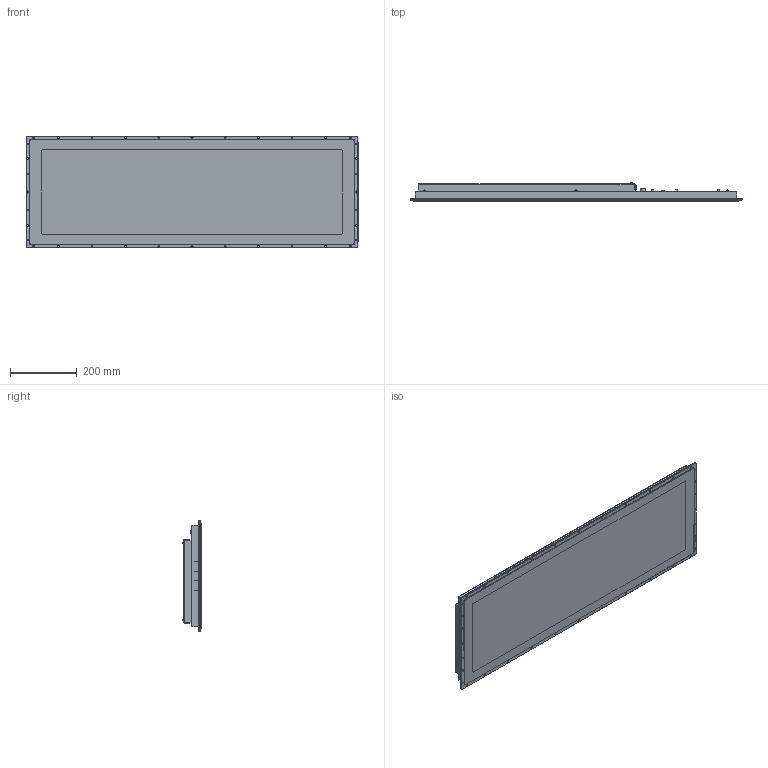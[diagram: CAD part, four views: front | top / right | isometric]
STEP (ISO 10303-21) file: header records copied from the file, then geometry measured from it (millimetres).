
FILE_DESCRIPTION(/* description */ ('38 Zoll Touch FB Rev.1.0'),/* implementation_level */ '2;1');
FILE_NAME(/* name */ '20000240 TFT38 Zoll Strech Touch Rev.1.0.stp',/* time_stamp */ '2019-08-20T09:36:54+02:00',/* author */ ('Uwe Kosiol'),/* organization */ (''),/* preprocessor_version */ 'ST-DEVELOPER v17.2',/* originating_system */ 'Autodesk Inventor 2019',/* authorisation */ '');
FILE_SCHEMA (('AUTOMOTIVE_DESIGN { 1 0 10303 214 3 1 1 }'));
Products named in the file (25): 20000240; 00003599; 00003600; 00003601; 00003399; 00003602; 00000010; 20000154; 00003400 KCK230U2 Board; VGA_Buchse; 00003404; 00003405; 00003406; 00003407; 00003408; ANSI B18.3.4M - M3 x 0.5 x 10; 00003224; 00003603; 00004402; 00003605; 00003614; ANSI B18.6.7M - M4x0,7 x 5; ANSI B18.3.4M - M3 x 0.5 x 8; ANSI B18.3.4M - M3 x 0.5 x 16; 00003435
Assembly tree (56 placements, depth 3):
  20000240
    00003599
    00003600
    00003601
    00003399
    00003602
    00004402  x6
    00003224  x5
    00000010
    20000154
      00003400 KCK230U2 Board
      VGA_Buchse
      00003404
      00003405
      00003406
      00003407
    00003408
    00003435  x8
    ANSI B18.3.4M - M3 x 0.5 x 10  x4
    00003603
    00003605
    00003614
    ANSI B18.6.7M - M4x0,7 x 5  x8
    ANSI B18.3.4M - M3 x 0.5 x 8  x6
    ANSI B18.3.4M - M3 x 0.5 x 16  x2
Bounding box: 995.04 x 54.65 x 335.5 mm (x, y, z)
Volume: 6543317.8 mm3; surface area: 2717249.1 mm2
Topology: 68 solids, 68 shells, 4005 faces, 10761 edges, 7109 vertices
Faces by surface type: plane 2570, cylinder 980, cone 185, torus 148, bspline 113, sphere 9
Full cylindrical faces by diameter (mm): 0.5 x20, 1 x2, 1.27 x2, 1.3 x15, 1.5 x4, 2 x2, 2.2 x60, 2.459 x41, 2.54 x2, 2.9 x1, 3 x18, 3.1 x4, 3.175 x2, 3.2 x15, 3.242 x8, 3.3 x2, 3.4 x2, 3.556 x2, 3.81 x2, 4 x14, 4.2 x9, 4.4 x4, 4.5 x4, 4.917 x4, 5 x2, 5.41 x11, 5.42 x19, 5.6 x5, 5.62 x4, 5.7 x12
Entity records: 126514 total; most frequent: CARTESIAN_POINT 33149, ORIENTED_EDGE 18708, DIRECTION 18357, EDGE_CURVE 9354, LINE 6781, VECTOR 6781, VERTEX_POINT 6168, AXIS2_PLACEMENT_3D 5788
